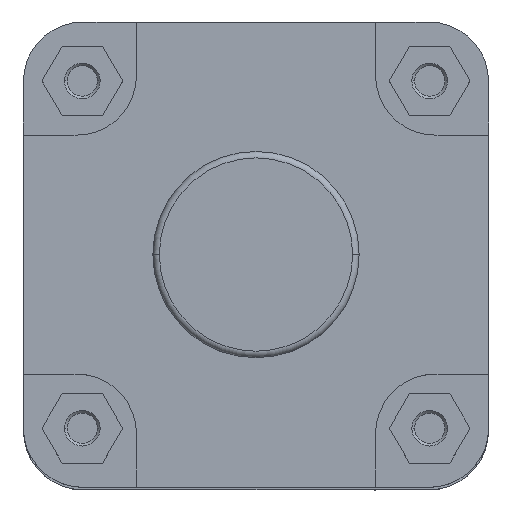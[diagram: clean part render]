
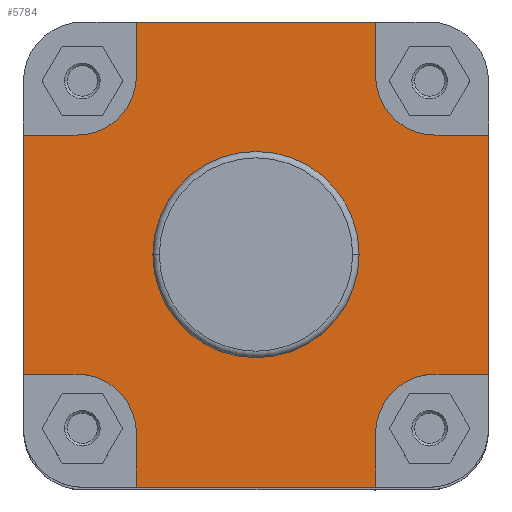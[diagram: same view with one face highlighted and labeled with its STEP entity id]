
A CAD part, top view. The second image highlights one B-rep face of the part: STEP entity #5784.
In plain terms, the highlighted planar face has unit normal (0, 0, 1).
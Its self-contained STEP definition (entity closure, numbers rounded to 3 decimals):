
#14 = EDGE_CURVE ( 'NONE', #2944, #1034, #6329, .T. ) ;
#433 = EDGE_CURVE ( 'NONE', #992, #956, #7001, .T. ) ;
#434 = EDGE_CURVE ( 'NONE', #969, #955, #7005, .T. ) ;
#435 = EDGE_CURVE ( 'NONE', #1034, #2944, #7011, .T. ) ;
#436 = EDGE_CURVE ( 'NONE', #997, #956, #7008, .T. ) ;
#437 = EDGE_CURVE ( 'NONE', #955, #992, #7014, .T. ) ;
#438 = EDGE_CURVE ( 'NONE', #969, #1014, #7013, .T. ) ;
#439 = EDGE_CURVE ( 'NONE', #1036, #1014, #7015, .T. ) ;
#440 = EDGE_CURVE ( 'NONE', #1041, #1036, #7019, .T. ) ;
#441 = EDGE_CURVE ( 'NONE', #1015, #1041, #7018, .T. ) ;
#442 = EDGE_CURVE ( 'NONE', #1011, #1015, #7017, .T. ) ;
#443 = EDGE_CURVE ( 'NONE', #994, #1011, #7022, .T. ) ;
#444 = EDGE_CURVE ( 'NONE', #993, #994, #7026, .T. ) ;
#445 = EDGE_CURVE ( 'NONE', #977, #993, #7025, .T. ) ;
#446 = EDGE_CURVE ( 'NONE', #1040, #977, #7024, .T. ) ;
#447 = EDGE_CURVE ( 'NONE', #959, #1040, #7029, .T. ) ;
#448 = EDGE_CURVE ( 'NONE', #1038, #959, #7034, .T. ) ;
#449 = EDGE_CURVE ( 'NONE', #997, #1038, #7033, .T. ) ;
#538 = AXIS2_PLACEMENT_3D ( 'NONE', #1318, #1319, #1320 ) ;
#699 = AXIS2_PLACEMENT_3D ( 'NONE', #3064, #3065, #3066 ) ;
#700 = AXIS2_PLACEMENT_3D ( 'NONE', #3071, #3072, #3073 ) ;
#701 = AXIS2_PLACEMENT_3D ( 'NONE', #3058, #3059, #3060 ) ;
#704 = AXIS2_PLACEMENT_3D ( 'NONE', #3080, #3081, #3082 ) ;
#705 = AXIS2_PLACEMENT_3D ( 'NONE', #3089, #3090, #3091 ) ;
#862 = AXIS2_PLACEMENT_3D ( 'NONE', #4112, #4114, #4115 ) ;
#955 = VERTEX_POINT ( 'NONE', #3275 ) ;
#956 = VERTEX_POINT ( 'NONE', #3289 ) ;
#959 = VERTEX_POINT ( 'NONE', #3291 ) ;
#969 = VERTEX_POINT ( 'NONE', #3300 ) ;
#977 = VERTEX_POINT ( 'NONE', #3308 ) ;
#992 = VERTEX_POINT ( 'NONE', #3323 ) ;
#993 = VERTEX_POINT ( 'NONE', #3324 ) ;
#994 = VERTEX_POINT ( 'NONE', #3325 ) ;
#997 = VERTEX_POINT ( 'NONE', #3328 ) ;
#1011 = VERTEX_POINT ( 'NONE', #3342 ) ;
#1014 = VERTEX_POINT ( 'NONE', #3345 ) ;
#1015 = VERTEX_POINT ( 'NONE', #3346 ) ;
#1034 = VERTEX_POINT ( 'NONE', #3365 ) ;
#1036 = VERTEX_POINT ( 'NONE', #3367 ) ;
#1038 = VERTEX_POINT ( 'NONE', #3369 ) ;
#1040 = VERTEX_POINT ( 'NONE', #3371 ) ;
#1041 = VERTEX_POINT ( 'NONE', #3372 ) ;
#1318 = CARTESIAN_POINT ( 'NONE',  ( 0., 0., -10. ) ) ;
#1319 = DIRECTION ( 'NONE',  ( 0., 0., 1. ) ) ;
#1320 = DIRECTION ( 'NONE',  ( 1., 0., 0. ) ) ;
#2944 = VERTEX_POINT ( 'NONE', #3660 ) ;
#3049 = CARTESIAN_POINT ( 'NONE',  ( -46.25, -69.25, -10. ) ) ;
#3055 = CARTESIAN_POINT ( 'NONE',  ( -90., -46.25, -10. ) ) ;
#3056 = DIRECTION ( 'NONE',  ( -1., 0., 0. ) ) ;
#3057 = DIRECTION ( 'NONE',  ( 0., 1., 0. ) ) ;
#3058 = CARTESIAN_POINT ( 'NONE',  ( 0., 0., -10. ) ) ;
#3059 = DIRECTION ( 'NONE',  ( 0., 0., 1. ) ) ;
#3060 = DIRECTION ( 'NONE',  ( 1., 0., 0. ) ) ;
#3061 = CARTESIAN_POINT ( 'NONE',  ( 0., -90., -10. ) ) ;
#3062 = CARTESIAN_POINT ( 'NONE',  ( -90., -198.141, -10. ) ) ;
#3063 = DIRECTION ( 'NONE',  ( 0., -1., 0. ) ) ;
#3064 = CARTESIAN_POINT ( 'NONE',  ( -69.25, -69.25, -10. ) ) ;
#3065 = DIRECTION ( 'NONE',  ( 0., 0., 1. ) ) ;
#3066 = DIRECTION ( 'NONE',  ( -1., 0., 0. ) ) ;
#3067 = DIRECTION ( 'NONE',  ( 1., 0., 0. ) ) ;
#3068 = CARTESIAN_POINT ( 'NONE',  ( 69.25, -46.25, -10. ) ) ;
#3069 = CARTESIAN_POINT ( 'NONE',  ( 46.25, -90., -10. ) ) ;
#3070 = DIRECTION ( 'NONE',  ( 0., -1., 0. ) ) ;
#3071 = CARTESIAN_POINT ( 'NONE',  ( 69.25, -69.25, -10. ) ) ;
#3072 = DIRECTION ( 'NONE',  ( 0., 0., 1. ) ) ;
#3073 = DIRECTION ( 'NONE',  ( -1., 0., 0. ) ) ;
#3074 = CARTESIAN_POINT ( 'NONE',  ( 90., -198.141, -10. ) ) ;
#3075 = DIRECTION ( 'NONE',  ( -1., 0., 0. ) ) ;
#3076 = DIRECTION ( 'NONE',  ( 0., -1., 0. ) ) ;
#3077 = CARTESIAN_POINT ( 'NONE',  ( 46.25, 69.25, -10. ) ) ;
#3078 = CARTESIAN_POINT ( 'NONE',  ( 90., 46.25, -10. ) ) ;
#3079 = DIRECTION ( 'NONE',  ( 1., 0., 0. ) ) ;
#3080 = CARTESIAN_POINT ( 'NONE',  ( 69.25, 69.25, -10. ) ) ;
#3081 = DIRECTION ( 'NONE',  ( 0., 0., 1. ) ) ;
#3082 = DIRECTION ( 'NONE',  ( -1., 0., 0. ) ) ;
#3083 = CARTESIAN_POINT ( 'NONE',  ( 0., 90., -10. ) ) ;
#3084 = DIRECTION ( 'NONE',  ( 0., -1., 0. ) ) ;
#3085 = DIRECTION ( 'NONE',  ( 1., 0., 0. ) ) ;
#3086 = CARTESIAN_POINT ( 'NONE',  ( -69.25, 46.25, -10. ) ) ;
#3087 = CARTESIAN_POINT ( 'NONE',  ( -46.25, 90., -10. ) ) ;
#3088 = DIRECTION ( 'NONE',  ( 0., 1., 0. ) ) ;
#3089 = CARTESIAN_POINT ( 'NONE',  ( -69.25, 69.25, -10. ) ) ;
#3090 = DIRECTION ( 'NONE',  ( 0., 0., 1. ) ) ;
#3091 = DIRECTION ( 'NONE',  ( -1., 0., 0. ) ) ;
#3094 = DIRECTION ( 'NONE',  ( 1., 0., 0. ) ) ;
#3275 = CARTESIAN_POINT ( 'NONE',  ( -46.25, -69.25, -10. ) ) ;
#3289 = CARTESIAN_POINT ( 'NONE',  ( -90., -46.25, -10. ) ) ;
#3291 = CARTESIAN_POINT ( 'NONE',  ( -46.25, 69.25, -10. ) ) ;
#3300 = CARTESIAN_POINT ( 'NONE',  ( -46.25, -90., -10. ) ) ;
#3308 = CARTESIAN_POINT ( 'NONE',  ( 46.25, 90., -10. ) ) ;
#3323 = CARTESIAN_POINT ( 'NONE',  ( -69.25, -46.25, -10. ) ) ;
#3324 = CARTESIAN_POINT ( 'NONE',  ( 46.25, 69.25, -10. ) ) ;
#3325 = CARTESIAN_POINT ( 'NONE',  ( 69.25, 46.25, -10. ) ) ;
#3328 = CARTESIAN_POINT ( 'NONE',  ( -90., 46.25, -10. ) ) ;
#3342 = CARTESIAN_POINT ( 'NONE',  ( 90., 46.25, -10. ) ) ;
#3345 = CARTESIAN_POINT ( 'NONE',  ( 46.25, -90., -10. ) ) ;
#3346 = CARTESIAN_POINT ( 'NONE',  ( 90., -46.25, -10. ) ) ;
#3365 = CARTESIAN_POINT ( 'NONE',  ( -39.9, 0., -10. ) ) ;
#3367 = CARTESIAN_POINT ( 'NONE',  ( 46.25, -69.25, -10. ) ) ;
#3369 = CARTESIAN_POINT ( 'NONE',  ( -69.25, 46.25, -10. ) ) ;
#3371 = CARTESIAN_POINT ( 'NONE',  ( -46.25, 90., -10. ) ) ;
#3372 = CARTESIAN_POINT ( 'NONE',  ( 69.25, -46.25, -10. ) ) ;
#3660 = CARTESIAN_POINT ( 'NONE',  ( 39.9, 0., -10. ) ) ;
#4112 = CARTESIAN_POINT ( 'NONE',  ( 0., 39.9, -10. ) ) ;
#4113 = PLANE ( 'NONE',  #862 ) ;
#4114 = DIRECTION ( 'NONE',  ( 0., 0., -1. ) ) ;
#4115 = DIRECTION ( 'NONE',  ( -1., 0., 0. ) ) ;
#4616 = FACE_BOUND ( 'NONE', #5565, .T. ) ;
#4619 = FACE_OUTER_BOUND ( 'NONE', #5563, .T. ) ;
#5563 = EDGE_LOOP ( 'NONE', ( #6205, #6204, #6203, #6202, #6201, #6200, #6199, #6198, #6197, #6196, #6195, #6194, #6193, #6192, #6191, #6190 ) ) ;
#5565 = EDGE_LOOP ( 'NONE', ( #6207, #6206 ) ) ;
#5784 = ADVANCED_FACE ( 'NONE', ( #4616, #4619 ), #4113, .F. ) ;
#6190 = ORIENTED_EDGE ( 'NONE', *, *, #449, .F. ) ;
#6191 = ORIENTED_EDGE ( 'NONE', *, *, #448, .F. ) ;
#6192 = ORIENTED_EDGE ( 'NONE', *, *, #447, .F. ) ;
#6193 = ORIENTED_EDGE ( 'NONE', *, *, #446, .F. ) ;
#6194 = ORIENTED_EDGE ( 'NONE', *, *, #445, .F. ) ;
#6195 = ORIENTED_EDGE ( 'NONE', *, *, #444, .F. ) ;
#6196 = ORIENTED_EDGE ( 'NONE', *, *, #443, .F. ) ;
#6197 = ORIENTED_EDGE ( 'NONE', *, *, #442, .F. ) ;
#6198 = ORIENTED_EDGE ( 'NONE', *, *, #441, .F. ) ;
#6199 = ORIENTED_EDGE ( 'NONE', *, *, #440, .F. ) ;
#6200 = ORIENTED_EDGE ( 'NONE', *, *, #439, .F. ) ;
#6201 = ORIENTED_EDGE ( 'NONE', *, *, #438, .T. ) ;
#6202 = ORIENTED_EDGE ( 'NONE', *, *, #434, .F. ) ;
#6203 = ORIENTED_EDGE ( 'NONE', *, *, #437, .F. ) ;
#6204 = ORIENTED_EDGE ( 'NONE', *, *, #433, .F. ) ;
#6205 = ORIENTED_EDGE ( 'NONE', *, *, #436, .T. ) ;
#6206 = ORIENTED_EDGE ( 'NONE', *, *, #435, .F. ) ;
#6207 = ORIENTED_EDGE ( 'NONE', *, *, #14, .F. ) ;
#6329 = CIRCLE ( 'NONE', #538, 39.9 ) ;
#7001 = LINE ( 'NONE', #3055, #7002 ) ;
#7002 = VECTOR ( 'NONE', #3056, 1000. ) ;
#7004 = VECTOR ( 'NONE', #3063, 1000. ) ;
#7005 = LINE ( 'NONE', #3049, #7007 ) ;
#7007 = VECTOR ( 'NONE', #3057, 1000. ) ;
#7008 = LINE ( 'NONE', #3062, #7004 ) ;
#7009 = VECTOR ( 'NONE', #3067, 1000. ) ;
#7010 = VECTOR ( 'NONE', #3075, 1000. ) ;
#7011 = CIRCLE ( 'NONE', #701, 39.9 ) ;
#7013 = LINE ( 'NONE', #3061, #7009 ) ;
#7014 = CIRCLE ( 'NONE', #699, 23. ) ;
#7015 = LINE ( 'NONE', #3069, #7016 ) ;
#7016 = VECTOR ( 'NONE', #3070, 1000. ) ;
#7017 = LINE ( 'NONE', #3074, #7020 ) ;
#7018 = LINE ( 'NONE', #3068, #7010 ) ;
#7019 = CIRCLE ( 'NONE', #700, 23. ) ;
#7020 = VECTOR ( 'NONE', #3076, 1000. ) ;
#7021 = VECTOR ( 'NONE', #3084, 1000. ) ;
#7022 = LINE ( 'NONE', #3078, #7023 ) ;
#7023 = VECTOR ( 'NONE', #3079, 1000. ) ;
#7024 = LINE ( 'NONE', #3083, #7027 ) ;
#7025 = LINE ( 'NONE', #3077, #7021 ) ;
#7026 = CIRCLE ( 'NONE', #704, 23. ) ;
#7027 = VECTOR ( 'NONE', #3085, 1000. ) ;
#7028 = VECTOR ( 'NONE', #3094, 1000. ) ;
#7029 = LINE ( 'NONE', #3087, #7030 ) ;
#7030 = VECTOR ( 'NONE', #3088, 1000. ) ;
#7033 = LINE ( 'NONE', #3086, #7028 ) ;
#7034 = CIRCLE ( 'NONE', #705, 23. ) ;
